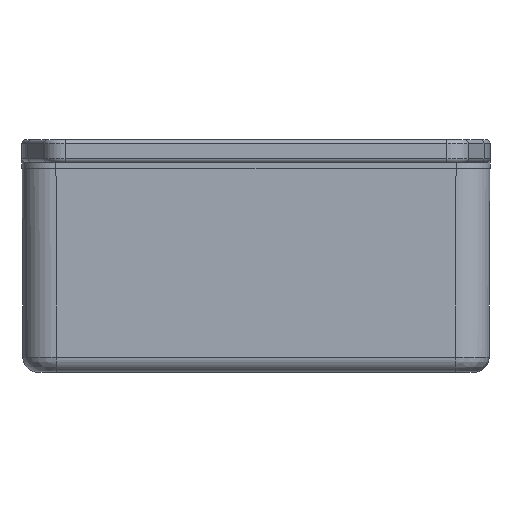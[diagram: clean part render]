
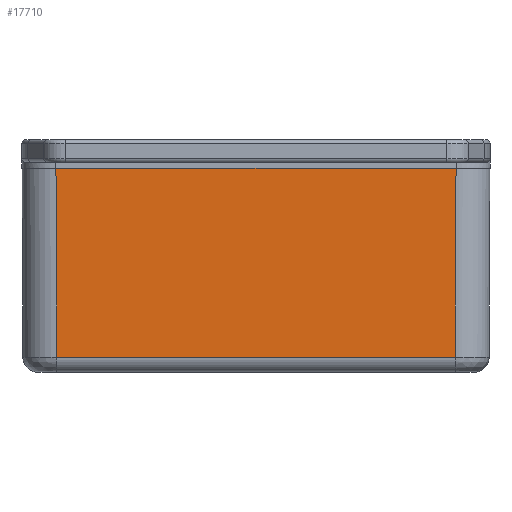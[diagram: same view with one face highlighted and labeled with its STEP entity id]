
A CAD part, front view. The second image highlights one B-rep face of the part: STEP entity #17710.
In plain terms, the highlighted planar face has unit normal (0, -1, -0.004).
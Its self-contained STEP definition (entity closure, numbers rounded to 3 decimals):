
#1844=PLANE('',#18763);
#2569=FACE_OUTER_BOUND('',#3604,.T.);
#3604=EDGE_LOOP('',(#15259,#15260,#15261,#15262));
#4172=LINE('',#23779,#5795);
#5498=LINE('',#28906,#7121);
#5503=LINE('',#28977,#7126);
#5505=LINE('',#28980,#7128);
#5795=VECTOR('',#19513,53.);
#7121=VECTOR('',#22161,52.782);
#7126=VECTOR('',#22186,25.009);
#7128=VECTOR('',#22190,25.009);
#7440=VERTEX_POINT('',#23765);
#7446=VERTEX_POINT('',#23777);
#8518=VERTEX_POINT('',#28866);
#8522=VERTEX_POINT('',#28902);
#9188=EDGE_CURVE('',#7440,#7446,#4172,.T.);
#10853=EDGE_CURVE('',#8518,#8522,#5498,.T.);
#10865=EDGE_CURVE('',#8522,#7446,#5503,.T.);
#10867=EDGE_CURVE('',#7440,#8518,#5505,.T.);
#15259=ORIENTED_EDGE('',*,*,#10853,.F.);
#15260=ORIENTED_EDGE('',*,*,#10867,.F.);
#15261=ORIENTED_EDGE('',*,*,#9188,.T.);
#15262=ORIENTED_EDGE('',*,*,#10865,.F.);
#17710=ADVANCED_FACE('',(#2569),#1844,.T.);
#18763=AXIS2_PLACEMENT_3D('',#28979,#22188,#22189);
#19513=DIRECTION('',(-1.,0.,0.));
#22161=DIRECTION('',(-1.,0.,0.));
#22186=DIRECTION('',(-0.004,-0.004,1.));
#22188=DIRECTION('center_axis',(0.,-1.,-0.004));
#22189=DIRECTION('ref_axis',(-1.,0.,0.));
#22190=DIRECTION('',(-0.004,0.004,-1.));
#23765=CARTESIAN_POINT('',(26.5,-56.,0.));
#23777=CARTESIAN_POINT('',(-26.5,-56.,0.));
#23779=CARTESIAN_POINT('',(31.,-56.,0.));
#28866=CARTESIAN_POINT('',(26.391,-55.891,-25.009));
#28902=CARTESIAN_POINT('',(-26.391,-55.891,-25.009));
#28906=CARTESIAN_POINT('',(-15.5,-55.891,-25.009));
#28977=CARTESIAN_POINT('',(-26.499,-55.999,-0.225));
#28979=CARTESIAN_POINT('Origin',(-31.,-56.,0.));
#28980=CARTESIAN_POINT('',(26.5,-55.999,-0.116));
